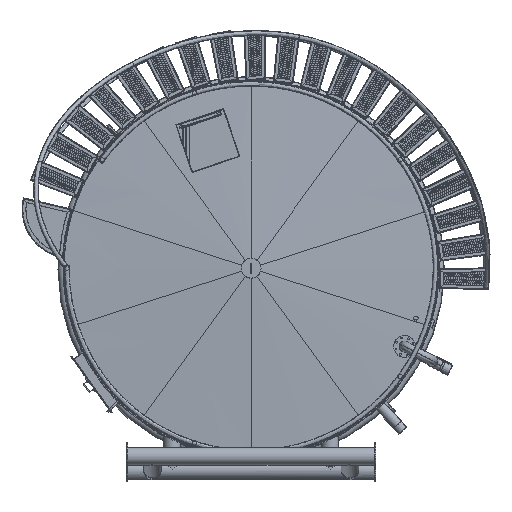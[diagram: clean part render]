
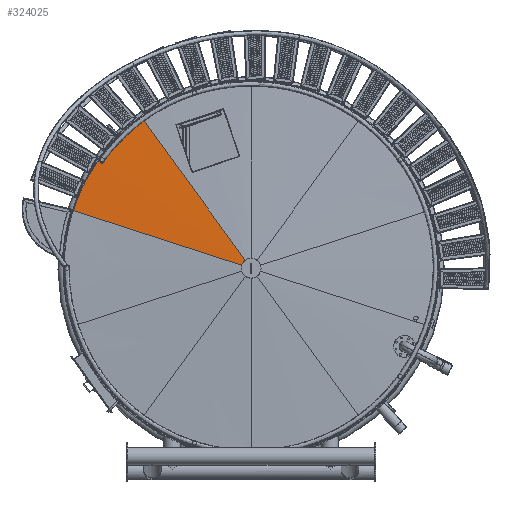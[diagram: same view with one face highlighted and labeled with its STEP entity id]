
A CAD part, top view. The second image highlights one B-rep face of the part: STEP entity #324025.
In plain terms, the highlighted conical face has half-angle 86.831 degrees and reference radius 100 mm.
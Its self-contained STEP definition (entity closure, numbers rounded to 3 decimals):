
#323916 = VERTEX_POINT('',#323917);
#323917 = CARTESIAN_POINT('',(-95.106,30.902,
    6057.15));
#324025 = ADVANCED_FACE('',(#324026),#324060,.T.);
#324026 = FACE_BOUND('',#324027,.T.);
#324027 = EDGE_LOOP('',(#324028,#324039,#324045,#324054));
#324028 = ORIENTED_EDGE('',*,*,#324029,.T.);
#324029 = EDGE_CURVE('',#324030,#324032,#324034,.T.);
#324030 = VERTEX_POINT('',#324031);
#324031 = CARTESIAN_POINT('',(-1116.792,1537.132,
    5957.482));
#324032 = VERTEX_POINT('',#324033);
#324033 = CARTESIAN_POINT('',(-1807.007,587.132,
    5957.482));
#324034 = CIRCLE('',#324035,1900.);
#324035 = AXIS2_PLACEMENT_3D('',#324036,#324037,#324038);
#324036 = CARTESIAN_POINT('',(0.,0.,
    5957.482));
#324037 = DIRECTION('',(0.,0.,1.));
#324038 = DIRECTION('',(-0.588,0.809,
    0.));
#324039 = ORIENTED_EDGE('',*,*,#324040,.T.);
#324040 = EDGE_CURVE('',#324032,#323916,#324041,.T.);
#324041 = LINE('',#324042,#324043);
#324042 = CARTESIAN_POINT('',(-1807.007,587.132,
    5957.482));
#324043 = VECTOR('',#324044,1.);
#324044 = DIRECTION('',(0.95,-0.309,
    0.055));
#324045 = ORIENTED_EDGE('',*,*,#324046,.F.);
#324046 = EDGE_CURVE('',#324047,#323916,#324049,.T.);
#324047 = VERTEX_POINT('',#324048);
#324048 = CARTESIAN_POINT('',(-58.779,80.902,
    6057.15));
#324049 = CIRCLE('',#324050,100.);
#324050 = AXIS2_PLACEMENT_3D('',#324051,#324052,#324053);
#324051 = CARTESIAN_POINT('',(0.,0.,
    6057.15));
#324052 = DIRECTION('',(0.,0.,1.));
#324053 = DIRECTION('',(-0.588,0.809,0.
    ));
#324054 = ORIENTED_EDGE('',*,*,#324055,.F.);
#324055 = EDGE_CURVE('',#324030,#324047,#324056,.T.);
#324056 = LINE('',#324057,#324058);
#324057 = CARTESIAN_POINT('',(-1116.792,1537.132,
    5957.482));
#324058 = VECTOR('',#324059,1.);
#324059 = DIRECTION('',(0.587,-0.808,
    0.055));
#324060 = CONICAL_SURFACE('',#324061,100.,1.515);
#324061 = AXIS2_PLACEMENT_3D('',#324062,#324063,#324064);
#324062 = CARTESIAN_POINT('',(0.,0.,
    6057.15));
#324063 = DIRECTION('',(0.,0.,-1.));
#324064 = DIRECTION('',(-0.588,0.809,
    0.));
